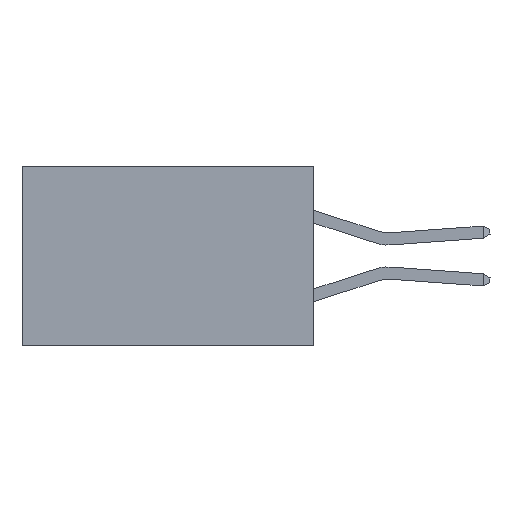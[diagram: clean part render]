
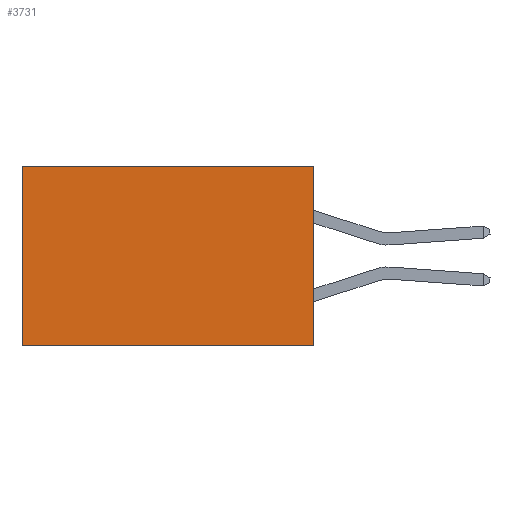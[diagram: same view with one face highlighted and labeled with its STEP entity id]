
A CAD part, left-side view. The second image highlights one B-rep face of the part: STEP entity #3731.
In plain terms, the highlighted planar face has unit normal (-1, 0, 0).
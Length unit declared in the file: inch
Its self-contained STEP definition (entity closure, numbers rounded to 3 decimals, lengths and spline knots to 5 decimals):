
#276 = CARTESIAN_POINT ( 'NONE',  ( 0.2875, 0., 0. ) ) ;
#298 = CARTESIAN_POINT ( 'NONE',  ( 0.2875, 0., -0.37 ) ) ;
#412 = VECTOR ( 'NONE', #21175, 39.37008 ) ;
#471 = DIRECTION ( 'NONE',  ( 0., 0., -1. ) ) ;
#1275 = EDGE_LOOP ( 'NONE', ( #20073, #11447, #12715, #7072 ) ) ;
#2126 = EDGE_CURVE ( 'NONE', #11294, #16849, #8706, .T. ) ;
#2293 = CARTESIAN_POINT ( 'NONE',  ( 0.2875, 0., 0. ) ) ;
#2382 = CARTESIAN_POINT ( 'NONE',  ( 0.2875, 0.6, 0. ) ) ;
#2808 = CARTESIAN_POINT ( 'NONE',  ( 0.2875, 0., 0. ) ) ;
#3018 = VERTEX_POINT ( 'NONE', #4386 ) ;
#3731 = ADVANCED_FACE ( 'NONE', ( #20130 ), #16130, .F. ) ;
#3749 = DIRECTION ( 'NONE',  ( 0., 1., 0. ) ) ;
#4290 = AXIS2_PLACEMENT_3D ( 'NONE', #2293, #14424, #471 ) ;
#4386 = CARTESIAN_POINT ( 'NONE',  ( 0.2875, 0., 0. ) ) ;
#6454 = CARTESIAN_POINT ( 'NONE',  ( 0.2875, 0., -0.37 ) ) ;
#7072 = ORIENTED_EDGE ( 'NONE', *, *, #19420, .T. ) ;
#8422 = VECTOR ( 'NONE', #3749, 39.37008 ) ;
#8586 = EDGE_CURVE ( 'NONE', #3018, #11294, #15089, .T. ) ;
#8706 = LINE ( 'NONE', #298, #8422 ) ;
#9683 = VECTOR ( 'NONE', #21752, 39.37008 ) ;
#9942 = LINE ( 'NONE', #2808, #9683 ) ;
#10032 = CARTESIAN_POINT ( 'NONE',  ( 0.2875, 0.6, 0. ) ) ;
#11294 = VERTEX_POINT ( 'NONE', #6454 ) ;
#11447 = ORIENTED_EDGE ( 'NONE', *, *, #2126, .F. ) ;
#12715 = ORIENTED_EDGE ( 'NONE', *, *, #8586, .F. ) ;
#13993 = DIRECTION ( 'NONE',  ( 0., 0., -1. ) ) ;
#14424 = DIRECTION ( 'NONE',  ( 1., 0., 0. ) ) ;
#14790 = LINE ( 'NONE', #2382, #412 ) ;
#15089 = LINE ( 'NONE', #276, #15878 ) ;
#15382 = CARTESIAN_POINT ( 'NONE',  ( 0.2875, 0.6, -0.37 ) ) ;
#15878 = VECTOR ( 'NONE', #13993, 39.37008 ) ;
#16130 = PLANE ( 'NONE',  #4290 ) ;
#16167 = VERTEX_POINT ( 'NONE', #10032 ) ;
#16849 = VERTEX_POINT ( 'NONE', #15382 ) ;
#19420 = EDGE_CURVE ( 'NONE', #3018, #16167, #9942, .T. ) ;
#20073 = ORIENTED_EDGE ( 'NONE', *, *, #21239, .T. ) ;
#20130 = FACE_OUTER_BOUND ( 'NONE', #1275, .T. ) ;
#21175 = DIRECTION ( 'NONE',  ( 0., 0., -1. ) ) ;
#21239 = EDGE_CURVE ( 'NONE', #16167, #16849, #14790, .T. ) ;
#21752 = DIRECTION ( 'NONE',  ( 0., 1., 0. ) ) ;
